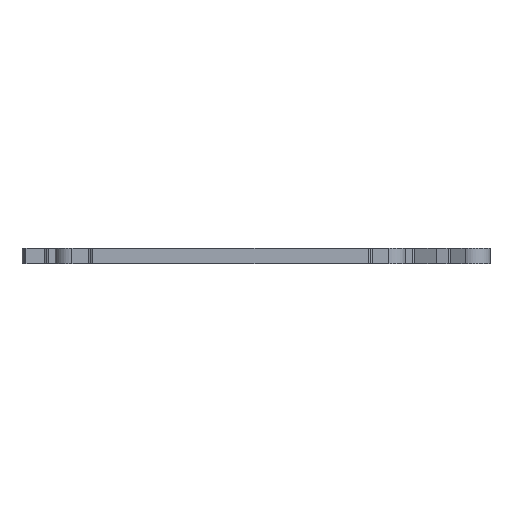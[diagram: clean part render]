
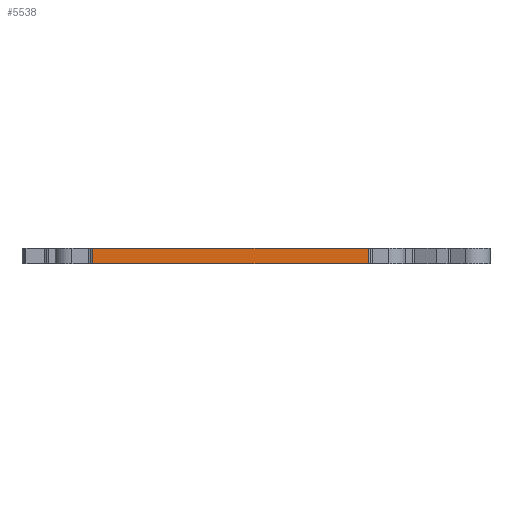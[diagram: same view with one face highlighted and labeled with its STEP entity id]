
A CAD part, left-side view. The second image highlights one B-rep face of the part: STEP entity #5538.
In plain terms, the highlighted planar face has unit normal (-1, 0, 0).
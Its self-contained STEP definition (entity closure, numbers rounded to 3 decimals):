
#324=PLANE('',#5888);
#600=FACE_OUTER_BOUND('',#930,.T.);
#930=EDGE_LOOP('',(#5005,#5006,#5007,#5008));
#983=LINE('',#7333,#1676);
#1017=LINE('',#7458,#1710);
#1177=LINE('',#7835,#1870);
#1652=LINE('',#8820,#2345);
#1676=VECTOR('',#5932,10.);
#1710=VECTOR('',#6026,10.);
#1870=VECTOR('',#6324,10.);
#2345=VECTOR('',#7249,10.);
#2441=VERTEX_POINT('',#7326);
#2444=VERTEX_POINT('',#7331);
#2505=VERTEX_POINT('',#7456);
#2653=VERTEX_POINT('',#7833);
#2955=EDGE_CURVE('',#2444,#2441,#983,.T.);
#3018=EDGE_CURVE('',#2505,#2444,#1017,.T.);
#3206=EDGE_CURVE('',#2653,#2505,#1177,.T.);
#3688=EDGE_CURVE('',#2441,#2653,#1652,.T.);
#5005=ORIENTED_EDGE('',*,*,#2955,.F.);
#5006=ORIENTED_EDGE('',*,*,#3018,.F.);
#5007=ORIENTED_EDGE('',*,*,#3206,.F.);
#5008=ORIENTED_EDGE('',*,*,#3688,.F.);
#5538=ADVANCED_FACE('',(#600),#324,.T.);
#5888=AXIS2_PLACEMENT_3D('',#8819,#7247,#7248);
#5932=DIRECTION('',(0.,0.,1.));
#6026=DIRECTION('',(0.,1.,0.));
#6324=DIRECTION('',(0.,0.,-1.));
#7247=DIRECTION('center_axis',(-1.,0.,0.));
#7248=DIRECTION('ref_axis',(0.,-1.,0.));
#7249=DIRECTION('',(0.,-1.,0.));
#7326=CARTESIAN_POINT('',(-1.38,82.119,1.4));
#7331=CARTESIAN_POINT('',(-1.38,82.119,-2.));
#7333=CARTESIAN_POINT('',(-1.38,82.119,0.));
#7456=CARTESIAN_POINT('',(-1.38,22.82,-2.));
#7458=CARTESIAN_POINT('',(-1.38,59.469,-2.));
#7833=CARTESIAN_POINT('',(-1.38,22.82,1.4));
#7835=CARTESIAN_POINT('',(-1.38,22.82,0.));
#8819=CARTESIAN_POINT('Origin',(-1.38,82.519,0.));
#8820=CARTESIAN_POINT('',(-1.38,59.469,1.4));
